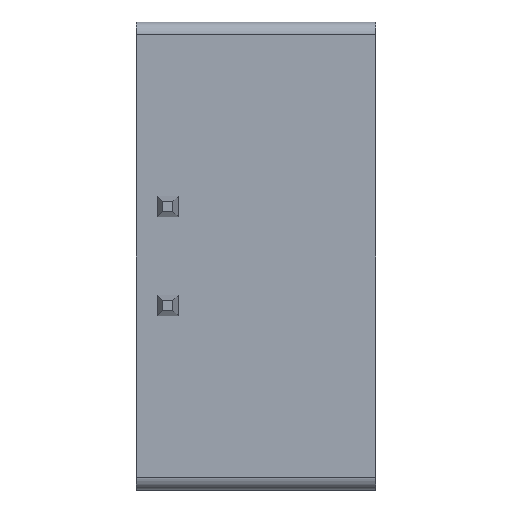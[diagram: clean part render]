
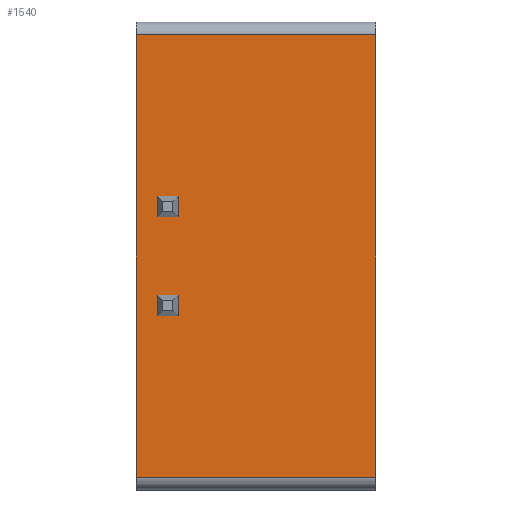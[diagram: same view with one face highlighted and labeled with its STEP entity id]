
A CAD part, left-side view. The second image highlights one B-rep face of the part: STEP entity #1540.
In plain terms, the highlighted planar face has unit normal (-1, 0, 0).
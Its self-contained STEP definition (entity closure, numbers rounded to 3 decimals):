
#184 = VERTEX_POINT ( 'NONE', #7849 ) ;
#208 = DIRECTION ( 'NONE',  ( 0., 0., 1. ) ) ;
#259 = ORIENTED_EDGE ( 'NONE', *, *, #2172, .F. ) ;
#549 = ORIENTED_EDGE ( 'NONE', *, *, #2269, .F. ) ;
#576 = VERTEX_POINT ( 'NONE', #4804 ) ;
#707 = LINE ( 'NONE', #3905, #5034 ) ;
#727 = ORIENTED_EDGE ( 'NONE', *, *, #6175, .T. ) ;
#947 = FACE_BOUND ( 'NONE', #3565, .T. ) ;
#1047 = PLANE ( 'NONE',  #7470 ) ;
#1190 = CARTESIAN_POINT ( 'NONE',  ( 3.5, 17.4, 7.22 ) ) ;
#1201 = VERTEX_POINT ( 'NONE', #3189 ) ;
#1239 = LINE ( 'NONE', #4440, #4192 ) ;
#1270 = CARTESIAN_POINT ( 'NONE',  ( 3.5, 18.2, 14.22 ) ) ;
#1385 = VERTEX_POINT ( 'NONE', #9750 ) ;
#1503 = VECTOR ( 'NONE', #10305, 1000. ) ;
#1534 = VECTOR ( 'NONE', #8941, 1000. ) ;
#1540 = ADVANCED_FACE ( 'NONE', ( #5032, #9652, #947 ), #1047, .T. ) ;
#1557 = CARTESIAN_POINT ( 'NONE',  ( 3.5, 9., -9.92 ) ) ;
#1882 = VERTEX_POINT ( 'NONE', #5239 ) ;
#1995 = ORIENTED_EDGE ( 'NONE', *, *, #10093, .T. ) ;
#2172 = EDGE_CURVE ( 'NONE', #8517, #1201, #3153, .T. ) ;
#2269 = EDGE_CURVE ( 'NONE', #1385, #8517, #9916, .T. ) ;
#2594 = LINE ( 'NONE', #5780, #1534 ) ;
#2683 = DIRECTION ( 'NONE',  ( -1., 0., 0. ) ) ;
#2694 = VECTOR ( 'NONE', #3185, 1000. ) ;
#3056 = LINE ( 'NONE', #10284, #3504 ) ;
#3071 = EDGE_CURVE ( 'NONE', #184, #5541, #8065, .T. ) ;
#3153 = LINE ( 'NONE', #9660, #7653 ) ;
#3185 = DIRECTION ( 'NONE',  ( 0., 1., 0. ) ) ;
#3189 = CARTESIAN_POINT ( 'NONE',  ( 3.5, 17.4, 3.41 ) ) ;
#3504 = VECTOR ( 'NONE', #5561, 1000. ) ;
#3528 = VECTOR ( 'NONE', #4494, 1000. ) ;
#3565 = EDGE_LOOP ( 'NONE', ( #259, #549, #3612, #8683 ) ) ;
#3570 = VERTEX_POINT ( 'NONE', #4980 ) ;
#3602 = LINE ( 'NONE', #1190, #3528 ) ;
#3612 = ORIENTED_EDGE ( 'NONE', *, *, #7975, .F. ) ;
#3620 = ORIENTED_EDGE ( 'NONE', *, *, #4924, .F. ) ;
#3733 = DIRECTION ( 'NONE',  ( 0., 0., 1. ) ) ;
#3782 = LINE ( 'NONE', #5398, #7002 ) ;
#3793 = CARTESIAN_POINT ( 'NONE',  ( 3.5, 16.6, 7.22 ) ) ;
#3905 = CARTESIAN_POINT ( 'NONE',  ( 3.5, 17.4, 3.41 ) ) ;
#3924 = EDGE_LOOP ( 'NONE', ( #3620, #9488, #3956, #9911 ) ) ;
#3956 = ORIENTED_EDGE ( 'NONE', *, *, #5098, .F. ) ;
#3975 = LINE ( 'NONE', #9491, #2694 ) ;
#4005 = VERTEX_POINT ( 'NONE', #6067 ) ;
#4192 = VECTOR ( 'NONE', #7623, 1000. ) ;
#4250 = CARTESIAN_POINT ( 'NONE',  ( 3.5, 18.2, -9.92 ) ) ;
#4440 = CARTESIAN_POINT ( 'NONE',  ( 3.5, 16.6, 3.41 ) ) ;
#4494 = DIRECTION ( 'NONE',  ( 0., -1., 0. ) ) ;
#4668 = EDGE_CURVE ( 'NONE', #576, #5312, #6971, .T. ) ;
#4782 = CARTESIAN_POINT ( 'NONE',  ( 3.5, 18.2, -2.79 ) ) ;
#4804 = CARTESIAN_POINT ( 'NONE',  ( 3.5, 9., 14.22 ) ) ;
#4924 = EDGE_CURVE ( 'NONE', #3570, #9154, #3056, .T. ) ;
#4980 = CARTESIAN_POINT ( 'NONE',  ( 3.5, 17.4, 8.02 ) ) ;
#5032 = FACE_OUTER_BOUND ( 'NONE', #6402, .T. ) ;
#5034 = VECTOR ( 'NONE', #10243, 1000. ) ;
#5098 = EDGE_CURVE ( 'NONE', #6716, #4005, #3782, .T. ) ;
#5239 = CARTESIAN_POINT ( 'NONE',  ( 3.5, 16.6, 3.41 ) ) ;
#5312 = VERTEX_POINT ( 'NONE', #8201 ) ;
#5321 = VECTOR ( 'NONE', #6654, 1000. ) ;
#5398 = CARTESIAN_POINT ( 'NONE',  ( 3.5, 16.6, 7.22 ) ) ;
#5433 = CARTESIAN_POINT ( 'NONE',  ( 3.5, 17.4, 7.22 ) ) ;
#5541 = VERTEX_POINT ( 'NONE', #6162 ) ;
#5561 = DIRECTION ( 'NONE',  ( 0., 0., -1. ) ) ;
#5780 = CARTESIAN_POINT ( 'NONE',  ( 3.5, 18.2, -9.92 ) ) ;
#5967 = CARTESIAN_POINT ( 'NONE',  ( 3.5, 17.4, 4.21 ) ) ;
#6052 = ORIENTED_EDGE ( 'NONE', *, *, #4668, .T. ) ;
#6067 = CARTESIAN_POINT ( 'NONE',  ( 3.5, 16.6, 8.02 ) ) ;
#6162 = CARTESIAN_POINT ( 'NONE',  ( 3.5, 18.2, -2.79 ) ) ;
#6175 = EDGE_CURVE ( 'NONE', #184, #576, #6302, .T. ) ;
#6302 = LINE ( 'NONE', #1557, #1503 ) ;
#6402 = EDGE_LOOP ( 'NONE', ( #1995, #6774, #727, #6052 ) ) ;
#6654 = DIRECTION ( 'NONE',  ( 0., 1., 0. ) ) ;
#6716 = VERTEX_POINT ( 'NONE', #3793 ) ;
#6774 = ORIENTED_EDGE ( 'NONE', *, *, #3071, .F. ) ;
#6971 = LINE ( 'NONE', #1270, #9152 ) ;
#7002 = VECTOR ( 'NONE', #3733, 1000. ) ;
#7025 = DIRECTION ( 'NONE',  ( 0., 1., 0. ) ) ;
#7470 = AXIS2_PLACEMENT_3D ( 'NONE', #4250, #2683, #208 ) ;
#7538 = EDGE_CURVE ( 'NONE', #4005, #3570, #3975, .T. ) ;
#7623 = DIRECTION ( 'NONE',  ( 0., 0., 1. ) ) ;
#7653 = VECTOR ( 'NONE', #9712, 1000. ) ;
#7660 = VECTOR ( 'NONE', #8828, 1000. ) ;
#7849 = CARTESIAN_POINT ( 'NONE',  ( 3.5, 9., -2.79 ) ) ;
#7902 = EDGE_CURVE ( 'NONE', #9154, #6716, #3602, .T. ) ;
#7975 = EDGE_CURVE ( 'NONE', #1882, #1385, #1239, .T. ) ;
#8065 = LINE ( 'NONE', #4782, #7660 ) ;
#8201 = CARTESIAN_POINT ( 'NONE',  ( 3.5, 18.2, 14.22 ) ) ;
#8517 = VERTEX_POINT ( 'NONE', #9552 ) ;
#8683 = ORIENTED_EDGE ( 'NONE', *, *, #9483, .F. ) ;
#8828 = DIRECTION ( 'NONE',  ( 0., 1., 0. ) ) ;
#8941 = DIRECTION ( 'NONE',  ( 0., 0., -1. ) ) ;
#9152 = VECTOR ( 'NONE', #7025, 1000. ) ;
#9154 = VERTEX_POINT ( 'NONE', #5433 ) ;
#9483 = EDGE_CURVE ( 'NONE', #1201, #1882, #707, .T. ) ;
#9488 = ORIENTED_EDGE ( 'NONE', *, *, #7538, .F. ) ;
#9491 = CARTESIAN_POINT ( 'NONE',  ( 3.5, 17.4, 8.02 ) ) ;
#9552 = CARTESIAN_POINT ( 'NONE',  ( 3.5, 17.4, 4.21 ) ) ;
#9652 = FACE_BOUND ( 'NONE', #3924, .T. ) ;
#9660 = CARTESIAN_POINT ( 'NONE',  ( 3.5, 17.4, 3.41 ) ) ;
#9712 = DIRECTION ( 'NONE',  ( 0., 0., -1. ) ) ;
#9750 = CARTESIAN_POINT ( 'NONE',  ( 3.5, 16.6, 4.21 ) ) ;
#9911 = ORIENTED_EDGE ( 'NONE', *, *, #7902, .F. ) ;
#9916 = LINE ( 'NONE', #5967, #5321 ) ;
#10093 = EDGE_CURVE ( 'NONE', #5312, #5541, #2594, .T. ) ;
#10243 = DIRECTION ( 'NONE',  ( 0., -1., 0. ) ) ;
#10284 = CARTESIAN_POINT ( 'NONE',  ( 3.5, 17.4, 7.22 ) ) ;
#10305 = DIRECTION ( 'NONE',  ( 0., 0., 1. ) ) ;
